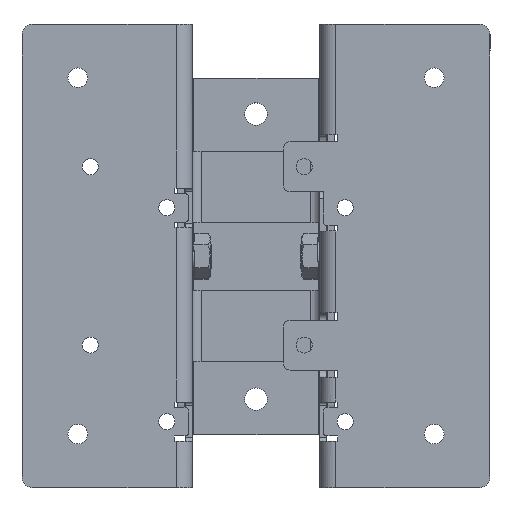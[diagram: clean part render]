
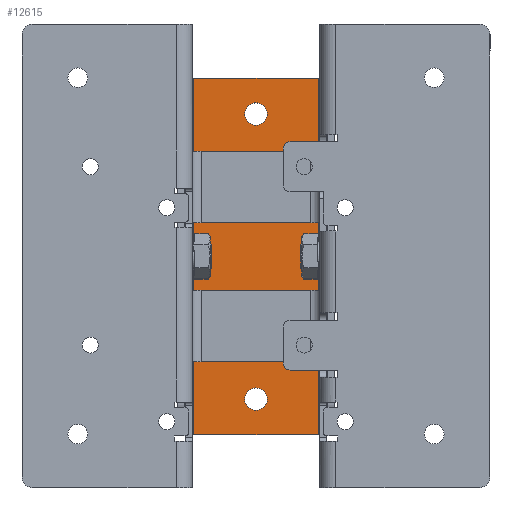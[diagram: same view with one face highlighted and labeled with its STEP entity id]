
A CAD part, top view. The second image highlights one B-rep face of the part: STEP entity #12615.
In plain terms, the highlighted planar face has unit normal (0, 0, 1).
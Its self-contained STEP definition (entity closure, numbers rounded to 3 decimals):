
#335 = DIRECTION ( 'NONE',  ( 0., 1., 0. ) ) ;
#481 = ORIENTED_EDGE ( 'NONE', *, *, #20820, .F. ) ;
#627 = EDGE_LOOP ( 'NONE', ( #29506, #9656, #31294, #481 ) ) ;
#668 = CARTESIAN_POINT ( 'NONE',  ( 0., 40., 0. ) ) ;
#2965 = CIRCLE ( 'NONE', #32236, 3.15 ) ;
#3586 = ORIENTED_EDGE ( 'NONE', *, *, #18344, .F. ) ;
#3647 = FACE_OUTER_BOUND ( 'NONE', #627, .T. ) ;
#4068 = EDGE_CURVE ( 'NONE', #9095, #37050, #30844, .T. ) ;
#6207 = CARTESIAN_POINT ( 'NONE',  ( -20., 50., 0. ) ) ;
#6355 = CARTESIAN_POINT ( 'NONE',  ( -17.5, -50., 0. ) ) ;
#6747 = AXIS2_PLACEMENT_3D ( 'NONE', #22054, #32540, #28744 ) ;
#6800 = DIRECTION ( 'NONE',  ( 1., 0., 0. ) ) ;
#8072 = EDGE_CURVE ( 'NONE', #43925, #28402, #40120, .T. ) ;
#9095 = VERTEX_POINT ( 'NONE', #43230 ) ;
#9394 = EDGE_LOOP ( 'NONE', ( #38080, #19651 ) ) ;
#9656 = ORIENTED_EDGE ( 'NONE', *, *, #4068, .F. ) ;
#9671 = VECTOR ( 'NONE', #13215, 1000. ) ;
#11054 = CIRCLE ( 'NONE', #6747, 3.15 ) ;
#12043 = CARTESIAN_POINT ( 'NONE',  ( 17.5, -50., 0. ) ) ;
#12615 = ADVANCED_FACE ( 'NONE', ( #20638, #34262, #3647 ), #17504, .T. ) ;
#12778 = ORIENTED_EDGE ( 'NONE', *, *, #8072, .F. ) ;
#13094 = DIRECTION ( 'NONE',  ( 0., 0., 1. ) ) ;
#13215 = DIRECTION ( 'NONE',  ( 0., -1., 0. ) ) ;
#13389 = CARTESIAN_POINT ( 'NONE',  ( 3.15, 40., 0. ) ) ;
#13402 = EDGE_CURVE ( 'NONE', #42438, #34371, #2965, .T. ) ;
#13824 = VECTOR ( 'NONE', #24539, 1000. ) ;
#14821 = CARTESIAN_POINT ( 'NONE',  ( -17.5, -50., 0. ) ) ;
#15244 = EDGE_CURVE ( 'NONE', #35809, #37050, #31213, .T. ) ;
#16102 = EDGE_CURVE ( 'NONE', #9095, #35300, #36824, .T. ) ;
#16334 = CARTESIAN_POINT ( 'NONE',  ( 17.5, 50., 0. ) ) ;
#16866 = LINE ( 'NONE', #6355, #26926 ) ;
#17504 = PLANE ( 'NONE',  #42899 ) ;
#18344 = EDGE_CURVE ( 'NONE', #28402, #43925, #11054, .T. ) ;
#19651 = ORIENTED_EDGE ( 'NONE', *, *, #13402, .F. ) ;
#20391 = DIRECTION ( 'NONE',  ( 1., 0., 0. ) ) ;
#20638 = FACE_BOUND ( 'NONE', #40574, .T. ) ;
#20820 = EDGE_CURVE ( 'NONE', #35809, #35300, #16866, .T. ) ;
#22054 = CARTESIAN_POINT ( 'NONE',  ( 0., 40., 0. ) ) ;
#22309 = CARTESIAN_POINT ( 'NONE',  ( 3.15, -40., 0. ) ) ;
#24223 = DIRECTION ( 'NONE',  ( 0., 0., 1. ) ) ;
#24412 = AXIS2_PLACEMENT_3D ( 'NONE', #668, #26667, #20391 ) ;
#24539 = DIRECTION ( 'NONE',  ( -1., 0., 0. ) ) ;
#26667 = DIRECTION ( 'NONE',  ( 0., 0., 1. ) ) ;
#26722 = CARTESIAN_POINT ( 'NONE',  ( 0., -40., 0. ) ) ;
#26926 = VECTOR ( 'NONE', #335, 1000. ) ;
#27854 = DIRECTION ( 'NONE',  ( 1., 0., 0. ) ) ;
#28402 = VERTEX_POINT ( 'NONE', #30915 ) ;
#28744 = DIRECTION ( 'NONE',  ( 1., 0., 0. ) ) ;
#29506 = ORIENTED_EDGE ( 'NONE', *, *, #15244, .T. ) ;
#30085 = DIRECTION ( 'NONE',  ( 0., 0., 1. ) ) ;
#30844 = LINE ( 'NONE', #16334, #9671 ) ;
#30915 = CARTESIAN_POINT ( 'NONE',  ( -3.15, 40., 0. ) ) ;
#31213 = LINE ( 'NONE', #35011, #37323 ) ;
#31294 = ORIENTED_EDGE ( 'NONE', *, *, #16102, .T. ) ;
#31441 = CARTESIAN_POINT ( 'NONE',  ( -17.5, 50., 0. ) ) ;
#32236 = AXIS2_PLACEMENT_3D ( 'NONE', #36797, #30085, #39928 ) ;
#32540 = DIRECTION ( 'NONE',  ( 0., 0., 1. ) ) ;
#33821 = CARTESIAN_POINT ( 'NONE',  ( 0., 0., 0. ) ) ;
#34137 = CIRCLE ( 'NONE', #44117, 3.15 ) ;
#34262 = FACE_BOUND ( 'NONE', #9394, .T. ) ;
#34371 = VERTEX_POINT ( 'NONE', #36770 ) ;
#35011 = CARTESIAN_POINT ( 'NONE',  ( -20., -50., 0. ) ) ;
#35300 = VERTEX_POINT ( 'NONE', #31441 ) ;
#35809 = VERTEX_POINT ( 'NONE', #14821 ) ;
#36770 = CARTESIAN_POINT ( 'NONE',  ( -3.15, -40., 0. ) ) ;
#36797 = CARTESIAN_POINT ( 'NONE',  ( 0., -40., 0. ) ) ;
#36824 = LINE ( 'NONE', #6207, #13824 ) ;
#37050 = VERTEX_POINT ( 'NONE', #12043 ) ;
#37323 = VECTOR ( 'NONE', #27854, 1000. ) ;
#38080 = ORIENTED_EDGE ( 'NONE', *, *, #39684, .F. ) ;
#39684 = EDGE_CURVE ( 'NONE', #34371, #42438, #34137, .T. ) ;
#39928 = DIRECTION ( 'NONE',  ( 1., 0., 0. ) ) ;
#40120 = CIRCLE ( 'NONE', #24412, 3.15 ) ;
#40574 = EDGE_LOOP ( 'NONE', ( #3586, #12778 ) ) ;
#42438 = VERTEX_POINT ( 'NONE', #22309 ) ;
#42899 = AXIS2_PLACEMENT_3D ( 'NONE', #33821, #24223, #44093 ) ;
#43230 = CARTESIAN_POINT ( 'NONE',  ( 17.5, 50., 0. ) ) ;
#43925 = VERTEX_POINT ( 'NONE', #13389 ) ;
#44093 = DIRECTION ( 'NONE',  ( 1., 0., 0. ) ) ;
#44117 = AXIS2_PLACEMENT_3D ( 'NONE', #26722, #13094, #6800 ) ;
